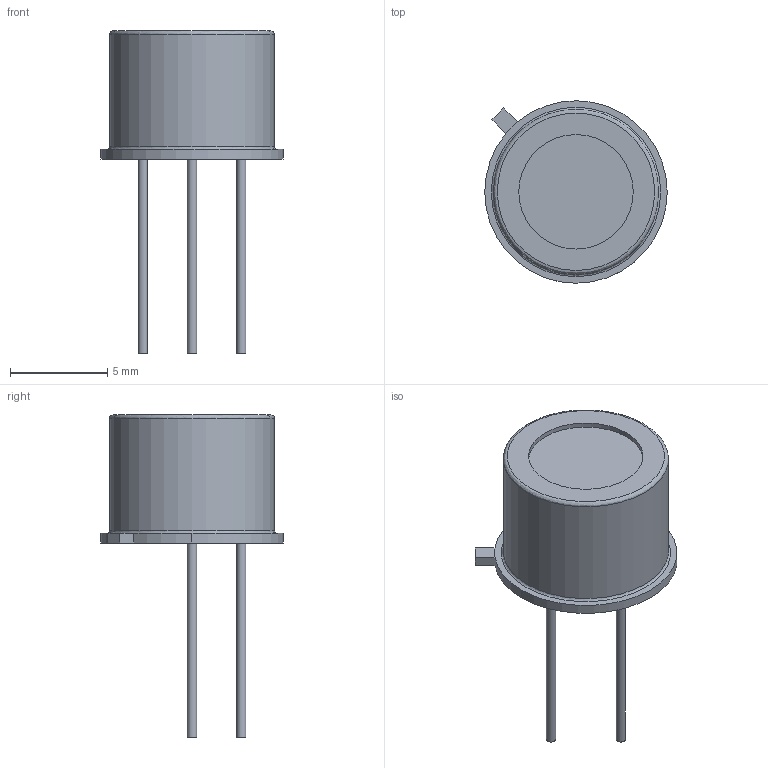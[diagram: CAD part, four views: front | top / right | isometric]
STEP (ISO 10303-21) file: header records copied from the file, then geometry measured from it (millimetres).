
FILE_DESCRIPTION(('FreeCAD Model'),'2;1');
FILE_NAME('TO-5-3_Window.step','2017-11-26T14:46:36',('kicad StepUp'),('ksu MCAD'), 'Open CASCADE STEP processor 6.8','FreeCAD','Unknown');
FILE_SCHEMA(('AUTOMOTIVE_DESIGN_CC2 { 1 2 10303 214 -1 1 5 4 }'));
Length unit declared in the file: millimetre
Products named in the file (1): TO-5-3_Window
Bounding box: 9.4 x 9.4 x 16.6 mm (x, y, z)
Volume: 233.5 mm3; surface area: 519.3 mm2
Topology: 1 solids, 2 shells, 25 faces, 43 edges, 26 vertices
Faces by surface type: plane 14, cylinder 8, revolution 2, cone 1
Full cylindrical faces by diameter (mm): 0.48 x3, 5.9 x2, 8.5 x1
Entity records: 790 total; most frequent: DIRECTION 119, CARTESIAN_POINT 97, ORIENTED_EDGE 86, AXIS2_PLACEMENT_3D 48, EDGE_CURVE 43, FACE_BOUND 29, EDGE_LOOP 29, VERTEX_POINT 26
